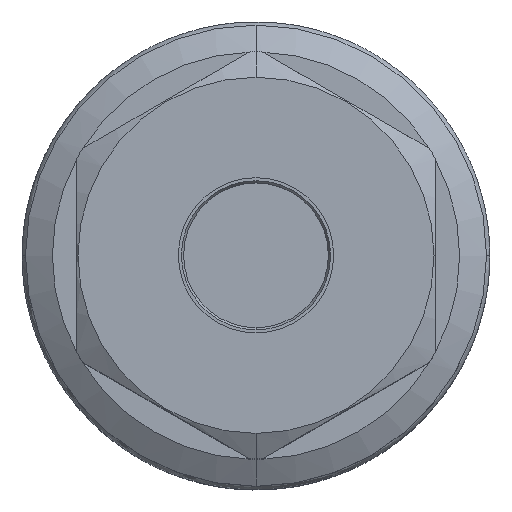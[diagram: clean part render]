
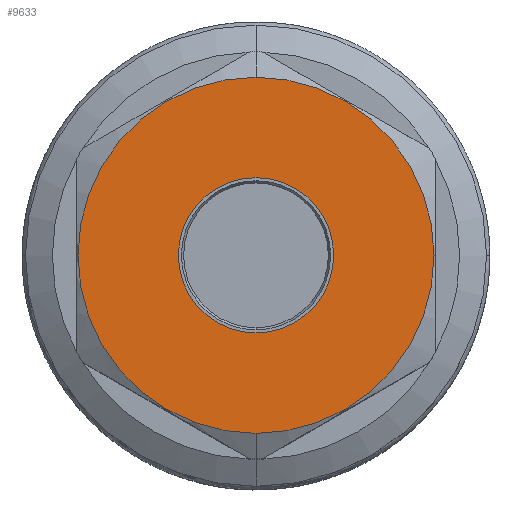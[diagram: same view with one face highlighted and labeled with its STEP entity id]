
A CAD part, top view. The second image highlights one B-rep face of the part: STEP entity #9633.
In plain terms, the highlighted planar face has unit normal (0, 0, 1).
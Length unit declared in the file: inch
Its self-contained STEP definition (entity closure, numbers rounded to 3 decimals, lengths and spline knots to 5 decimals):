
#3981=CARTESIAN_POINT('',(0.,0.,5.656));
#3982=DIRECTION('',(0.,0.,1.));
#3983=DIRECTION('',(0.,-1.,0.));
#3984=AXIS2_PLACEMENT_3D('',#3981,#3982,#3983);
#3986=CARTESIAN_POINT('',(0.,0.,5.656));
#3987=DIRECTION('',(0.,0.,1.));
#3988=DIRECTION('',(0.,1.,0.));
#3989=AXIS2_PLACEMENT_3D('',#3986,#3987,#3988);
#3991=CARTESIAN_POINT('',(0.,0.,5.656));
#3992=DIRECTION('',(0.,0.,1.));
#3993=DIRECTION('',(0.,-1.,0.));
#3994=AXIS2_PLACEMENT_3D('',#3991,#3992,#3993);
#3996=CARTESIAN_POINT('',(0.,0.,5.656));
#3997=DIRECTION('',(0.,0.,1.));
#3998=DIRECTION('',(0.,1.,0.));
#3999=AXIS2_PLACEMENT_3D('',#3996,#3997,#3998);
#4251=CARTESIAN_POINT('',(0.,-0.807,5.656));
#4252=CARTESIAN_POINT('',(0.,0.807,5.656));
#4253=VERTEX_POINT('',#4251);
#4254=VERTEX_POINT('',#4252);
#4379=CARTESIAN_POINT('',(0.,-0.352,5.656));
#4380=CARTESIAN_POINT('',(0.,0.352,5.656));
#4381=VERTEX_POINT('',#4379);
#4382=VERTEX_POINT('',#4380);
#9618=CARTESIAN_POINT('',(0.,0.,5.656));
#9619=DIRECTION('',(0.,0.,1.));
#9620=DIRECTION('',(0.,1.,0.));
#9621=AXIS2_PLACEMENT_3D('',#9618,#9619,#9620);
#9622=PLANE('',#9621);
#9623=ORIENTED_EDGE('',*,*,#9276,.F.);
#9624=ORIENTED_EDGE('',*,*,#9602,.F.);
#9625=EDGE_LOOP('',(#9623,#9624));
#9626=FACE_OUTER_BOUND('',#9625,.F.);
#9628=ORIENTED_EDGE('',*,*,#9627,.T.);
#9630=ORIENTED_EDGE('',*,*,#9629,.T.);
#9631=EDGE_LOOP('',(#9628,#9630));
#9632=FACE_BOUND('',#9631,.F.);
#3985=CIRCLE('',#3984,0.807);
#3990=CIRCLE('',#3989,0.807);
#3995=CIRCLE('',#3994,0.352);
#4000=CIRCLE('',#3999,0.352);
#9276=EDGE_CURVE('',#4253,#4254,#3985,.T.);
#9602=EDGE_CURVE('',#4254,#4253,#3990,.T.);
#9627=EDGE_CURVE('',#4381,#4382,#3995,.T.);
#9629=EDGE_CURVE('',#4382,#4381,#4000,.T.);
#9633=ADVANCED_FACE('',(#9626,#9632),#9622,.T.);
